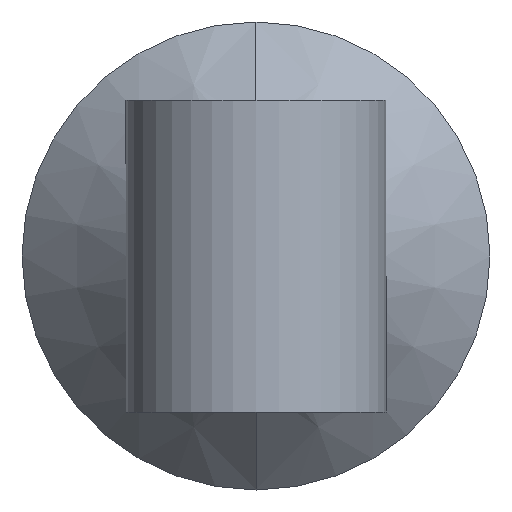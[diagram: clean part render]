
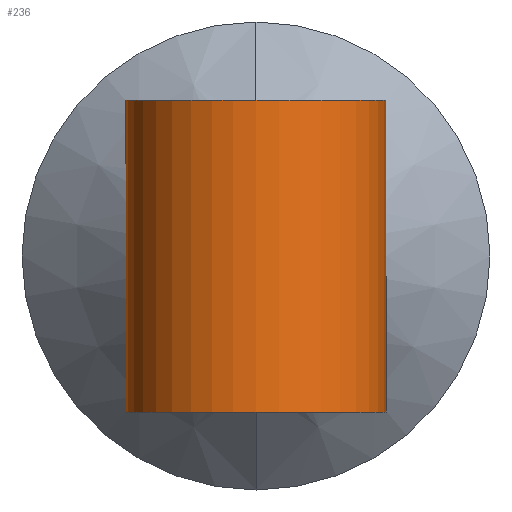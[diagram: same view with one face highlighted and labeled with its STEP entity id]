
A CAD part, front view. The second image highlights one B-rep face of the part: STEP entity #236.
In plain terms, the highlighted cylindrical face has radius 25 mm (diameter 50 mm), a partial arc.
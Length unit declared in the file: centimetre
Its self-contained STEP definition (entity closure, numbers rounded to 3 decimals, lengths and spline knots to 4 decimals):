
#13 = DIRECTION ( 'NONE',  ( 0., 0., -1. ) ) ;
#20 = CARTESIAN_POINT ( 'NONE',  ( -2.5, 0., 3. ) ) ;
#44 = CARTESIAN_POINT ( 'NONE',  ( 2.5, 0., -3. ) ) ;
#51 = CARTESIAN_POINT ( 'NONE',  ( 0., 0., 3. ) ) ;
#80 = VECTOR ( 'NONE', #13, 100. ) ;
#101 = DIRECTION ( 'NONE',  ( 0., 0., -1. ) ) ;
#105 = CYLINDRICAL_SURFACE ( 'NONE', #146, 2.5 ) ;
#113 = ORIENTED_EDGE ( 'NONE', *, *, #408, .T. ) ;
#121 = EDGE_CURVE ( 'NONE', #404, #456, #368, .T. ) ;
#134 = ORIENTED_EDGE ( 'NONE', *, *, #424, .F. ) ;
#135 = VECTOR ( 'NONE', #444, 100. ) ;
#145 = DIRECTION ( 'NONE',  ( 1., 0., 0. ) ) ;
#146 = AXIS2_PLACEMENT_3D ( 'NONE', #407, #284, #447 ) ;
#163 = EDGE_CURVE ( 'NONE', #212, #416, #193, .T. ) ;
#183 = CARTESIAN_POINT ( 'NONE',  ( 2.5, 0., 3. ) ) ;
#190 = CARTESIAN_POINT ( 'NONE',  ( 2.5, 0., 3. ) ) ;
#193 = LINE ( 'NONE', #190, #135 ) ;
#199 = ORIENTED_EDGE ( 'NONE', *, *, #228, .F. ) ;
#201 = CIRCLE ( 'NONE', #250, 2.5 ) ;
#212 = VERTEX_POINT ( 'NONE', #373 ) ;
#228 = EDGE_CURVE ( 'NONE', #289, #248, #201, .T. ) ;
#232 = LINE ( 'NONE', #183, #80 ) ;
#233 = LINE ( 'NONE', #20, #365 ) ;
#236 = ADVANCED_FACE ( 'NONE', ( #535 ), #105, .T. ) ;
#241 = CIRCLE ( 'NONE', #546, 2.5 ) ;
#248 = VERTEX_POINT ( 'NONE', #364 ) ;
#250 = AXIS2_PLACEMENT_3D ( 'NONE', #455, #101, #145 ) ;
#262 = DIRECTION ( 'NONE',  ( 0., 0., -1. ) ) ;
#273 = EDGE_CURVE ( 'NONE', #456, #248, #233, .T. ) ;
#284 = DIRECTION ( 'NONE',  ( 0., 0., -1. ) ) ;
#289 = VERTEX_POINT ( 'NONE', #44 ) ;
#303 = DIRECTION ( 'NONE',  ( 0., 0., -1. ) ) ;
#317 = ORIENTED_EDGE ( 'NONE', *, *, #273, .T. ) ;
#328 = DIRECTION ( 'NONE',  ( 0., 0., -1. ) ) ;
#362 = CARTESIAN_POINT ( 'NONE',  ( -2.5, 0., 0. ) ) ;
#364 = CARTESIAN_POINT ( 'NONE',  ( -2.5, 0., -3. ) ) ;
#365 = VECTOR ( 'NONE', #262, 100. ) ;
#368 = LINE ( 'NONE', #410, #475 ) ;
#373 = CARTESIAN_POINT ( 'NONE',  ( 2.5, 0., 3. ) ) ;
#384 = ORIENTED_EDGE ( 'NONE', *, *, #163, .F. ) ;
#401 = EDGE_LOOP ( 'NONE', ( #113, #457, #317, #199, #134, #384 ) ) ;
#404 = VERTEX_POINT ( 'NONE', #513 ) ;
#407 = CARTESIAN_POINT ( 'NONE',  ( 0., 0., 3. ) ) ;
#408 = EDGE_CURVE ( 'NONE', #212, #404, #241, .T. ) ;
#410 = CARTESIAN_POINT ( 'NONE',  ( -2.5, 0., 3. ) ) ;
#416 = VERTEX_POINT ( 'NONE', #528 ) ;
#424 = EDGE_CURVE ( 'NONE', #416, #289, #232, .T. ) ;
#427 = DIRECTION ( 'NONE',  ( 1., 0., 0. ) ) ;
#444 = DIRECTION ( 'NONE',  ( 0., 0., -1. ) ) ;
#447 = DIRECTION ( 'NONE',  ( 1., 0., 0. ) ) ;
#455 = CARTESIAN_POINT ( 'NONE',  ( 0., 0., -3. ) ) ;
#456 = VERTEX_POINT ( 'NONE', #362 ) ;
#457 = ORIENTED_EDGE ( 'NONE', *, *, #121, .T. ) ;
#475 = VECTOR ( 'NONE', #328, 100. ) ;
#513 = CARTESIAN_POINT ( 'NONE',  ( -2.5, 0., 3. ) ) ;
#528 = CARTESIAN_POINT ( 'NONE',  ( 2.5, 0., 0. ) ) ;
#535 = FACE_OUTER_BOUND ( 'NONE', #401, .T. ) ;
#546 = AXIS2_PLACEMENT_3D ( 'NONE', #51, #303, #427 ) ;
